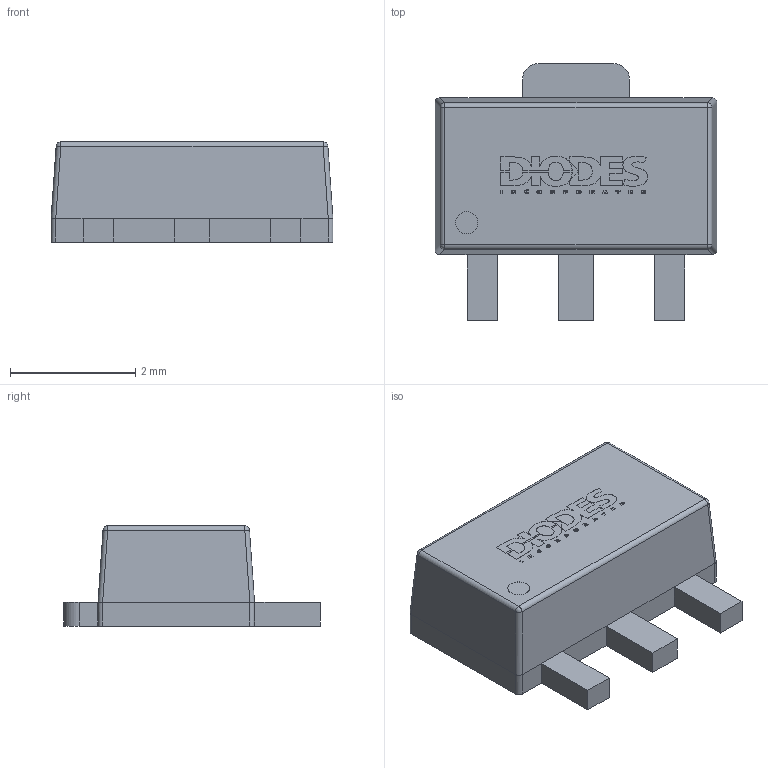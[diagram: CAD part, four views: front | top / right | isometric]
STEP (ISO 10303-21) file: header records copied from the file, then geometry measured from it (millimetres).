
FILE_DESCRIPTION (( 'STEP AP214' ), '1' );
FILE_NAME ('AS78L15RTR-G1.STEP', '2022-10-17T18:21:00', ( '' ), ( '' ), 'SwSTEP 2.0', 'SolidWorks 2022', '' );
FILE_SCHEMA (( 'AUTOMOTIVE_DESIGN' ));
Length unit declared in the file: millimetre
Products named in the file (3): Diodes_Logo; AS78L15RTR-G1
Assembly tree (2 placements, depth 2):
  AS78L15RTR-G1
    AS78L15RTR-G1
    Diodes_Logo
Bounding box: 4.5 x 4.1 x 1.6 mm (x, y, z)
Volume: 18.2 mm3; surface area: 67.3 mm2
Topology: 21 solids, 21 shells, 325 faces, 826 edges, 544 vertices
Faces by surface type: plane 189, bspline 110, cylinder 22, sphere 4
Entity records: 10899 total; most frequent: CARTESIAN_POINT 3142, ORIENTED_EDGE 1652, DIRECTION 1078, EDGE_CURVE 826, LINE 566, VECTOR 566, VERTEX_POINT 544, EDGE_LOOP 342
